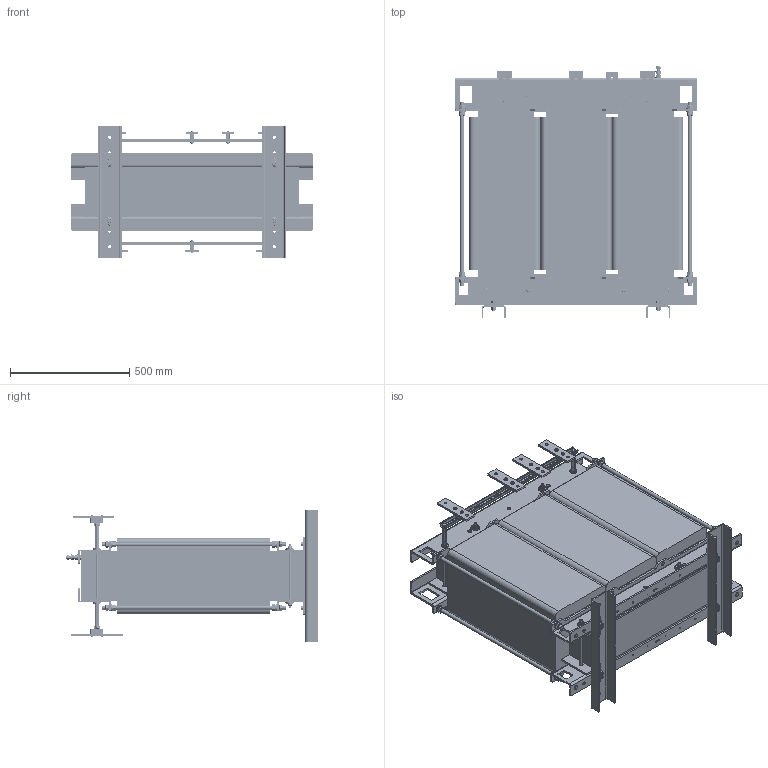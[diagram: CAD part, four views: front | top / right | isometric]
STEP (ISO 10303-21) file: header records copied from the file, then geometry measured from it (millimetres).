
FILE_DESCRIPTION(/* description */ (''),/* implementation_level */ '2;1');
FILE_NAME(/* name */ 'AUTX500.stp',/* time_stamp */ '2023-12-20T12:21:24+01:00',/* author */ ('ops'),/* organization */ (''),/* preprocessor_version */ 'ST-DEVELOPER v16.13',/* originating_system */ 'Autodesk Inventor 2018',/* authorisation */ '');
FILE_SCHEMA (('AUTOMOTIVE_DESIGN { 1 0 10303 214 3 1 1 }'));
Products named in the file (1): AUTX500
Bounding box: 1016 x 1057.72 x 550 mm (x, y, z)
Volume: 235013368.2 mm3; surface area: 10226143.6 mm2
Topology: 226 solids, 226 shells, 3079 faces, 6837 edges, 4297 vertices
Faces by surface type: plane 1503, cylinder 1033, cone 395, sphere 104, torus 44
Full cylindrical faces by diameter (mm): 3.5 x4, 4.134 x21, 4.567 x22, 5 x43, 5.3 x15, 6 x14, 6.7 x22, 7 x12, 8 x2, 8.376 x16, 9.188 x4, 10 x20, 10.106 x7, 10.5 x24, 11.053 x1, 12 x15, 12.5 x4, 13 x35, 13.835 x16, 15 x25, 15.4 x4, 16 x11, 16.63 x4, 17 x80, 17.2 x1, 20 x8, 24 x11, 30 x32, 37 x8
Entity records: 83995 total; most frequent: CARTESIAN_POINT 15152, DIRECTION 14072, ORIENTED_EDGE 12186, EDGE_CURVE 6093, AXIS2_PLACEMENT_3D 5707, EDGE_LOOP 4554, VERTEX_POINT 4251, FACE_OUTER_BOUND 3079
